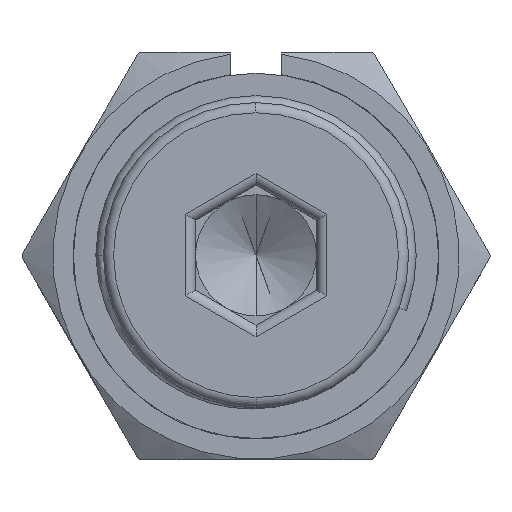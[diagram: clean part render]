
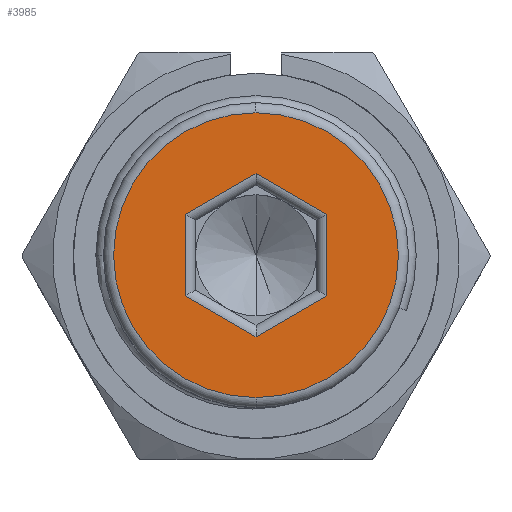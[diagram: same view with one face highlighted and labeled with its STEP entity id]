
A CAD part, top view. The second image highlights one B-rep face of the part: STEP entity #3985.
In plain terms, the highlighted planar face has unit normal (0, 0, 1).
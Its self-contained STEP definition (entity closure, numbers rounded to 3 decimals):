
#3151=CARTESIAN_POINT('',(0.,0.,10.55));
#3152=DIRECTION('',(0.,0.,-1.));
#3153=DIRECTION('',(0.,-1.,0.));
#3154=AXIS2_PLACEMENT_3D('',#3151,#3152,#3153);
#3166=CARTESIAN_POINT('',(0.,0.,10.55));
#3167=DIRECTION('',(0.,0.,-1.));
#3168=DIRECTION('',(0.,1.,0.));
#3169=AXIS2_PLACEMENT_3D('',#3166,#3167,#3168);
#3176=DIRECTION('',(0.,1.,0.));
#3177=VECTOR('',#3176,1.605);
#3178=CARTESIAN_POINT('',(-1.39,-0.803,10.55));
#3179=LINE('',#3178,#3177);
#3206=DIRECTION('',(0.866,0.5,0.));
#3207=VECTOR('',#3206,1.605);
#3208=CARTESIAN_POINT('',(-1.39,0.803,10.55));
#3209=LINE('',#3208,#3207);
#3214=DIRECTION('',(0.866,-0.5,0.));
#3215=VECTOR('',#3214,1.605);
#3216=CARTESIAN_POINT('',(0.,1.605,10.55));
#3217=LINE('',#3216,#3215);
#3233=DIRECTION('',(0.,-1.,0.));
#3234=VECTOR('',#3233,1.605);
#3235=CARTESIAN_POINT('',(1.39,0.803,10.55));
#3236=LINE('',#3235,#3234);
#3252=DIRECTION('',(-0.866,-0.5,0.));
#3253=VECTOR('',#3252,1.605);
#3254=CARTESIAN_POINT('',(1.39,-0.803,10.55));
#3255=LINE('',#3254,#3253);
#3271=DIRECTION('',(-0.866,0.5,0.));
#3272=VECTOR('',#3271,1.605);
#3273=CARTESIAN_POINT('',(0.,-1.605,10.55));
#3274=LINE('',#3273,#3272);
#3473=CARTESIAN_POINT('',(0.,-2.8,10.55));
#3474=CARTESIAN_POINT('',(0.,2.8,10.55));
#3475=VERTEX_POINT('',#3473);
#3476=VERTEX_POINT('',#3474);
#3511=CARTESIAN_POINT('',(-1.39,-0.803,10.55));
#3512=CARTESIAN_POINT('',(-1.39,0.803,10.55));
#3513=VERTEX_POINT('',#3511);
#3514=VERTEX_POINT('',#3512);
#3519=CARTESIAN_POINT('',(0.,1.605,10.55));
#3520=VERTEX_POINT('',#3519);
#3523=CARTESIAN_POINT('',(1.39,0.803,10.55));
#3524=VERTEX_POINT('',#3523);
#3527=CARTESIAN_POINT('',(1.39,-0.803,10.55));
#3528=VERTEX_POINT('',#3527);
#3531=CARTESIAN_POINT('',(0.,-1.605,10.55));
#3532=VERTEX_POINT('',#3531);
#3962=CARTESIAN_POINT('',(0.,0.,10.55));
#3963=DIRECTION('',(0.,0.,1.));
#3964=DIRECTION('',(0.,1.,0.));
#3965=AXIS2_PLACEMENT_3D('',#3962,#3963,#3964);
#3966=PLANE('',#3965);
#3967=ORIENTED_EDGE('',*,*,#3929,.T.);
#3968=ORIENTED_EDGE('',*,*,#3944,.T.);
#3969=EDGE_LOOP('',(#3967,#3968));
#3970=FACE_OUTER_BOUND('',#3969,.F.);
#3972=ORIENTED_EDGE('',*,*,#3971,.F.);
#3974=ORIENTED_EDGE('',*,*,#3973,.F.);
#3976=ORIENTED_EDGE('',*,*,#3975,.F.);
#3978=ORIENTED_EDGE('',*,*,#3977,.F.);
#3980=ORIENTED_EDGE('',*,*,#3979,.F.);
#3982=ORIENTED_EDGE('',*,*,#3981,.F.);
#3983=EDGE_LOOP('',(#3972,#3974,#3976,#3978,#3980,#3982));
#3984=FACE_BOUND('',#3983,.F.);
#3985=ADVANCED_FACE('',(#3970,#3984),#3966,.T.);
#3155=CIRCLE('',#3154,2.8);
#3170=CIRCLE('',#3169,2.8);
#3929=EDGE_CURVE('',#3475,#3476,#3155,.T.);
#3944=EDGE_CURVE('',#3476,#3475,#3170,.T.);
#3971=EDGE_CURVE('',#3513,#3514,#3179,.T.);
#3973=EDGE_CURVE('',#3532,#3513,#3274,.T.);
#3975=EDGE_CURVE('',#3528,#3532,#3255,.T.);
#3977=EDGE_CURVE('',#3524,#3528,#3236,.T.);
#3979=EDGE_CURVE('',#3520,#3524,#3217,.T.);
#3981=EDGE_CURVE('',#3514,#3520,#3209,.T.);
